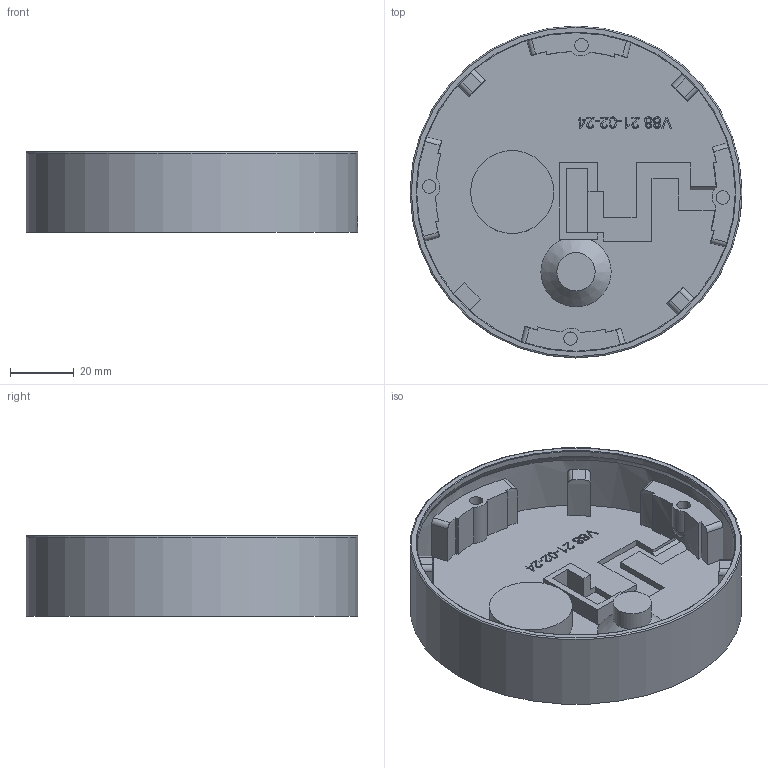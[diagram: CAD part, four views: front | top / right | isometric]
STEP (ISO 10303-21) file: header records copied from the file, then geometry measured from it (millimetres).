
FILE_DESCRIPTION(/* description */ (''),/* implementation_level */ '2;1');
FILE_NAME(/* name */ 'Base neutre.step',/* time_stamp */ '2024-03-08T14:10:55-05:00',/* author */ (''),/* organization */ (''),/* preprocessor_version */ 'ST-DEVELOPER v20',/* originating_system */ 'Autodesk Translation Framework v12.20.1.177',/* authorisation */ '');
FILE_SCHEMA (('AUTOMOTIVE_DESIGN { 1 0 10303 214 3 1 1 }'));
Length unit declared in the file: millimetre
Products named in the file (1): Base neutre
Bounding box: 104 x 104 x 25.2 mm (x, y, z)
Volume: 57949.2 mm3; surface area: 37169.7 mm2
Topology: 1 solids, 1 shells, 361 faces, 988 edges, 658 vertices
Faces by surface type: bspline 149, plane 145, cylinder 63, torus 3, cone 1
Full cylindrical faces by diameter (mm): 4.2 x4, 6.8 x1, 7.6 x1, 10 x4, 12 x1, 14.023 x3, 16.25 x4, 26 x1, 99.827 x1, 101.6 x1, 104 x1
Entity records: 14553 total; most frequent: CARTESIAN_POINT 6368, ORIENTED_EDGE 1976, DIRECTION 1182, EDGE_CURVE 988, VERTEX_POINT 658, LINE 520, VECTOR 520, EDGE_LOOP 392
